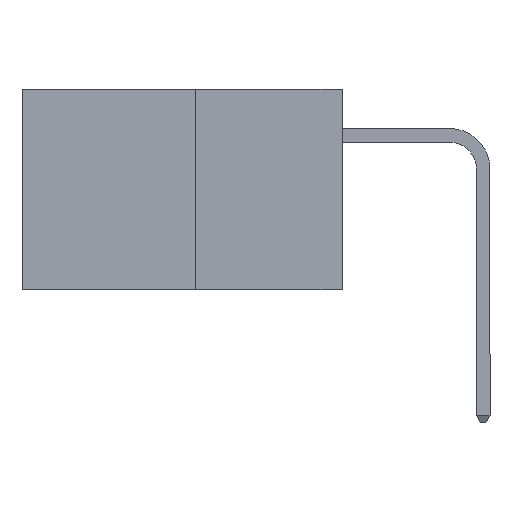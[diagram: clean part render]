
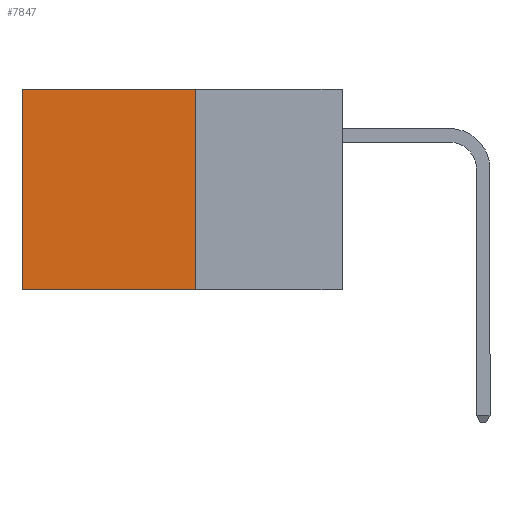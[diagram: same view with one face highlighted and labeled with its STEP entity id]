
A CAD part, left-side view. The second image highlights one B-rep face of the part: STEP entity #7847.
In plain terms, the highlighted planar face has unit normal (-1, 0, 0).
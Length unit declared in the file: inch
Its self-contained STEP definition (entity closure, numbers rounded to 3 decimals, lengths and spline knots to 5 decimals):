
#71 = LINE ( 'NONE', #7577, #3582 ) ;
#151 = LINE ( 'NONE', #5633, #3656 ) ;
#595 = LINE ( 'NONE', #6822, #7331 ) ;
#825 = EDGE_LOOP ( 'NONE', ( #8042, #4311, #4518, #2133 ) ) ;
#1016 = VECTOR ( 'NONE', #5308, 39.37008 ) ;
#1277 = DIRECTION ( 'NONE',  ( 0., 0., -1. ) ) ;
#1373 = EDGE_CURVE ( 'NONE', #6172, #3498, #595, .T. ) ;
#1383 = CARTESIAN_POINT ( 'NONE',  ( 0.277, 0.59, -0.37 ) ) ;
#1417 = EDGE_CURVE ( 'NONE', #7296, #5970, #151, .T. ) ;
#1520 = CARTESIAN_POINT ( 'NONE',  ( 0.277, 0.27, 0. ) ) ;
#2133 = ORIENTED_EDGE ( 'NONE', *, *, #1417, .T. ) ;
#2285 = CARTESIAN_POINT ( 'NONE',  ( 0.277, 0.27, -0.37 ) ) ;
#2579 = CARTESIAN_POINT ( 'NONE',  ( 0.277, 0.59, 0. ) ) ;
#2584 = DIRECTION ( 'NONE',  ( 0., 0., -1. ) ) ;
#2648 = DIRECTION ( 'NONE',  ( 1., 0., 0. ) ) ;
#2697 = CARTESIAN_POINT ( 'NONE',  ( 0.277, 0.27, -0.37 ) ) ;
#3171 = EDGE_CURVE ( 'NONE', #5970, #3498, #7805, .T. ) ;
#3263 = FACE_OUTER_BOUND ( 'NONE', #825, .T. ) ;
#3498 = VERTEX_POINT ( 'NONE', #1383 ) ;
#3582 = VECTOR ( 'NONE', #1277, 39.37008 ) ;
#3656 = VECTOR ( 'NONE', #7830, 39.37008 ) ;
#4311 = ORIENTED_EDGE ( 'NONE', *, *, #1373, .F. ) ;
#4518 = ORIENTED_EDGE ( 'NONE', *, *, #7061, .F. ) ;
#5308 = DIRECTION ( 'NONE',  ( 0., 0., -1. ) ) ;
#5633 = CARTESIAN_POINT ( 'NONE',  ( 0.277, 0.27, 0. ) ) ;
#5902 = CARTESIAN_POINT ( 'NONE',  ( 0.277, 0.59, -0.37 ) ) ;
#5970 = VERTEX_POINT ( 'NONE', #2579 ) ;
#6172 = VERTEX_POINT ( 'NONE', #2285 ) ;
#6416 = AXIS2_PLACEMENT_3D ( 'NONE', #2697, #2648, #2584 ) ;
#6822 = CARTESIAN_POINT ( 'NONE',  ( 0.277, 0.27, -0.37 ) ) ;
#7061 = EDGE_CURVE ( 'NONE', #7296, #6172, #71, .T. ) ;
#7296 = VERTEX_POINT ( 'NONE', #1520 ) ;
#7331 = VECTOR ( 'NONE', #8202, 39.37008 ) ;
#7577 = CARTESIAN_POINT ( 'NONE',  ( 0.277, 0.27, -0.37 ) ) ;
#7660 = PLANE ( 'NONE',  #6416 ) ;
#7805 = LINE ( 'NONE', #5902, #1016 ) ;
#7830 = DIRECTION ( 'NONE',  ( 0., 1., 0. ) ) ;
#7847 = ADVANCED_FACE ( 'NONE', ( #3263 ), #7660, .F. ) ;
#8042 = ORIENTED_EDGE ( 'NONE', *, *, #3171, .T. ) ;
#8202 = DIRECTION ( 'NONE',  ( 0., 1., 0. ) ) ;
